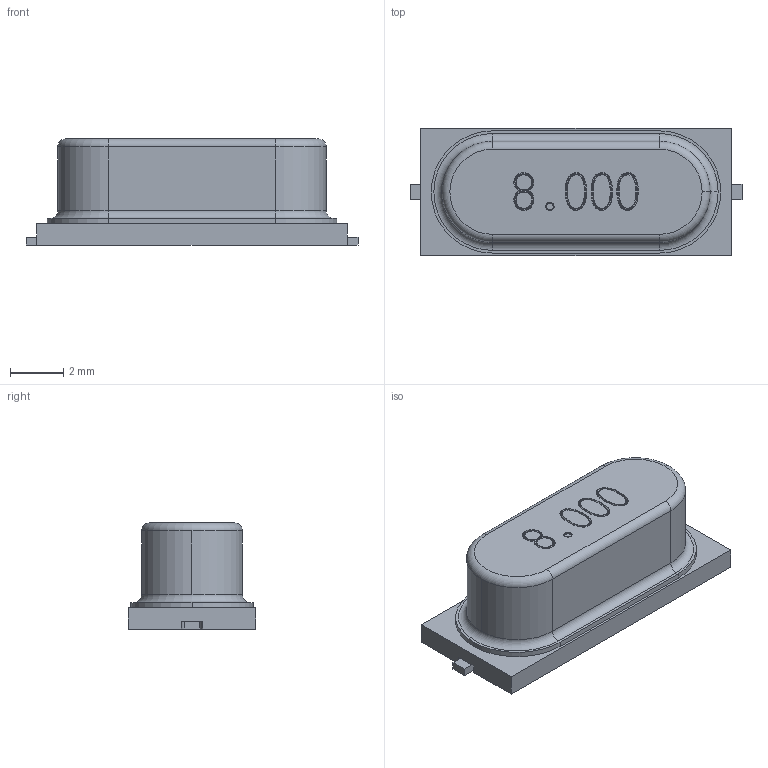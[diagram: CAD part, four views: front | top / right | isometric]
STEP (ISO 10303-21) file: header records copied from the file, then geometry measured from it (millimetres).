
FILE_DESCRIPTION (( 'STEP AP214' ), '1' );
FILE_NAME ('CristalCuarzo - 12.7x4.5.STEP', '2022-01-29T11:03:37', ( '' ), ( '' ), 'SwSTEP 2.0', 'SolidWorks 2020', '' );
FILE_SCHEMA (( 'AUTOMOTIVE_DESIGN' ));
Length unit declared in the file: millimetre
Products named in the file (1): CristalCuarzo - 12.7x4.5
Bounding box: 12.5 x 4.8 x 4 mm (x, y, z)
Volume: 159.6 mm3; surface area: 222.3 mm2
Topology: 1 solids, 1 shells, 240 faces, 576 edges, 350 vertices
Faces by surface type: bspline 152, plane 52, cylinder 30, torus 6
Entity records: 12329 total; most frequent: CARTESIAN_POINT 7799, ORIENTED_EDGE 1152, EDGE_CURVE 576, DIRECTION 548, VERTEX_POINT 350, B_SPLINE_CURVE_WITH_KNOTS 283, EDGE_LOOP 252, FACE_OUTER_BOUND 240
